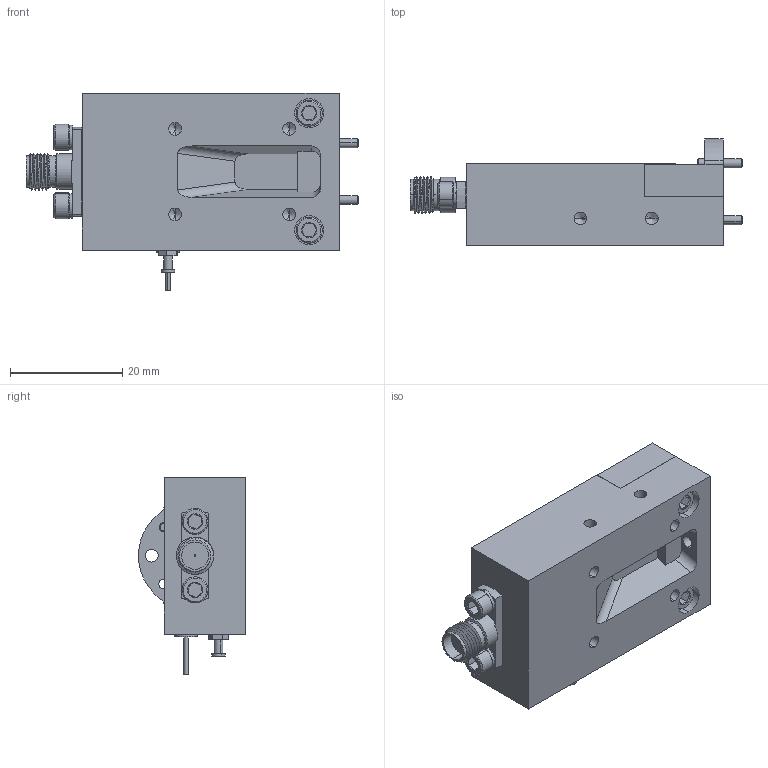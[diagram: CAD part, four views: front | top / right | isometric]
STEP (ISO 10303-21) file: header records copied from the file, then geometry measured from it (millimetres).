
FILE_DESCRIPTION (( 'STEP AP203' ), '1' );
FILE_NAME ('SFA-543663423-15SF-E1.STEP', '2019-12-11T18:34:40', ( '' ), ( '' ), 'SwSTEP 2.0', 'SolidWorks 2016', '' );
FILE_SCHEMA (( 'CONFIG_CONTROL_DESIGN' ));
Length unit declared in the file: inch
Products named in the file (1): SFA-543663423-15SF-E1
Bounding box: 59.12 x 19.01 x 35.18 mm (x, y, z)
Volume: 17611.4 mm3; surface area: 10056.8 mm2
Topology: 16 solids, 17 shells, 547 faces, 1332 edges, 828 vertices
Faces by surface type: plane 217, cylinder 205, cone 121, torus 2, bspline 2
Entity records: 16855 total; most frequent: CARTESIAN_POINT 4086, DIRECTION 2703, ORIENTED_EDGE 2596, EDGE_CURVE 1298, AXIS2_PLACEMENT_3D 1036, VERTEX_POINT 828, LINE 631, VECTOR 631
